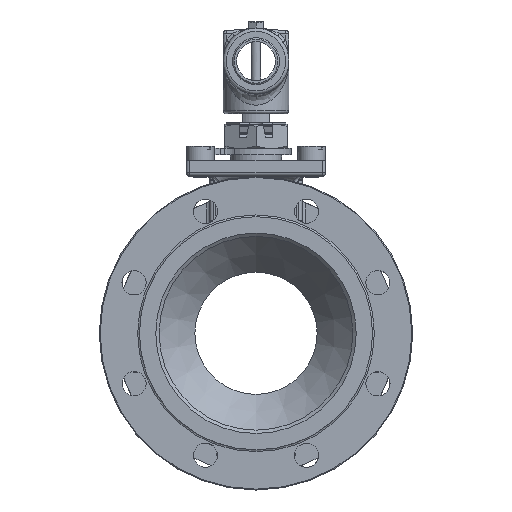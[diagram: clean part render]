
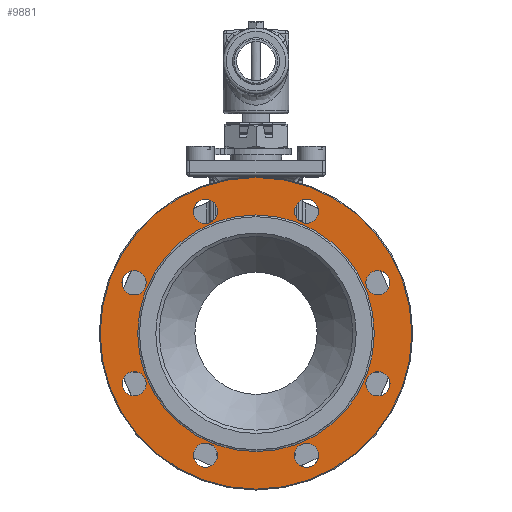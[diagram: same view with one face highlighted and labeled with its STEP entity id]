
A CAD part, left-side view. The second image highlights one B-rep face of the part: STEP entity #9881.
In plain terms, the highlighted planar face has unit normal (-1, 0, 0).
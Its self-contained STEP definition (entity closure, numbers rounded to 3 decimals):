
#1769=PLANE('',#10819);
#2055=FACE_BOUND('',#3320,.T.);
#2056=FACE_BOUND('',#3321,.T.);
#2057=FACE_BOUND('',#3322,.T.);
#2058=FACE_BOUND('',#3323,.T.);
#2059=FACE_BOUND('',#3324,.T.);
#2060=FACE_BOUND('',#3325,.T.);
#2061=FACE_BOUND('',#3326,.T.);
#2062=FACE_BOUND('',#3327,.T.);
#2063=FACE_BOUND('',#3328,.T.);
#2519=FACE_OUTER_BOUND('',#3319,.T.);
#3319=EDGE_LOOP('',(#8041));
#3320=EDGE_LOOP('',(#8042));
#3321=EDGE_LOOP('',(#8043));
#3322=EDGE_LOOP('',(#8044));
#3323=EDGE_LOOP('',(#8045));
#3324=EDGE_LOOP('',(#8046));
#3325=EDGE_LOOP('',(#8047));
#3326=EDGE_LOOP('',(#8048));
#3327=EDGE_LOOP('',(#8049));
#3328=EDGE_LOOP('',(#8050));
#3588=CIRCLE('',#10166,11.);
#3590=CIRCLE('',#10169,11.);
#3592=CIRCLE('',#10172,11.);
#3594=CIRCLE('',#10175,11.);
#3596=CIRCLE('',#10178,11.);
#3598=CIRCLE('',#10181,11.);
#3600=CIRCLE('',#10184,11.);
#3602=CIRCLE('',#10187,11.);
#3843=CIRCLE('',#10820,141.7);
#3844=CIRCLE('',#10821,107.6);
#4095=VERTEX_POINT('',#14184);
#4097=VERTEX_POINT('',#14189);
#4099=VERTEX_POINT('',#14194);
#4101=VERTEX_POINT('',#14199);
#4103=VERTEX_POINT('',#14204);
#4105=VERTEX_POINT('',#14209);
#4107=VERTEX_POINT('',#14214);
#4109=VERTEX_POINT('',#14219);
#4693=VERTEX_POINT('',#17598);
#4694=VERTEX_POINT('',#17600);
#4963=EDGE_CURVE('',#4095,#4095,#3588,.T.);
#4965=EDGE_CURVE('',#4097,#4097,#3590,.T.);
#4967=EDGE_CURVE('',#4099,#4099,#3592,.T.);
#4969=EDGE_CURVE('',#4101,#4101,#3594,.T.);
#4971=EDGE_CURVE('',#4103,#4103,#3596,.T.);
#4973=EDGE_CURVE('',#4105,#4105,#3598,.T.);
#4975=EDGE_CURVE('',#4107,#4107,#3600,.T.);
#4977=EDGE_CURVE('',#4109,#4109,#3602,.T.);
#5841=EDGE_CURVE('',#4693,#4693,#3843,.T.);
#5842=EDGE_CURVE('',#4694,#4694,#3844,.T.);
#8041=ORIENTED_EDGE('',*,*,#5841,.F.);
#8042=ORIENTED_EDGE('',*,*,#4963,.T.);
#8043=ORIENTED_EDGE('',*,*,#4965,.T.);
#8044=ORIENTED_EDGE('',*,*,#4967,.T.);
#8045=ORIENTED_EDGE('',*,*,#4969,.T.);
#8046=ORIENTED_EDGE('',*,*,#4971,.T.);
#8047=ORIENTED_EDGE('',*,*,#4973,.T.);
#8048=ORIENTED_EDGE('',*,*,#4975,.T.);
#8049=ORIENTED_EDGE('',*,*,#4977,.T.);
#8050=ORIENTED_EDGE('',*,*,#5842,.F.);
#9881=ADVANCED_FACE('',(#2519,#2055,#2056,#2057,#2058,#2059,#2060,#2061,
#2062,#2063),#1769,.F.);
#10166=AXIS2_PLACEMENT_3D('',#14185,#11350,#11351);
#10169=AXIS2_PLACEMENT_3D('',#14190,#11356,#11357);
#10172=AXIS2_PLACEMENT_3D('',#14195,#11362,#11363);
#10175=AXIS2_PLACEMENT_3D('',#14200,#11368,#11369);
#10178=AXIS2_PLACEMENT_3D('',#14205,#11374,#11375);
#10181=AXIS2_PLACEMENT_3D('',#14210,#11380,#11381);
#10184=AXIS2_PLACEMENT_3D('',#14215,#11386,#11387);
#10187=AXIS2_PLACEMENT_3D('',#14220,#11392,#11393);
#10819=AXIS2_PLACEMENT_3D('',#17597,#13168,#13169);
#10820=AXIS2_PLACEMENT_3D('',#17599,#13170,#13171);
#10821=AXIS2_PLACEMENT_3D('',#17601,#13172,#13173);
#11350=DIRECTION('center_axis',(1.,0.,0.));
#11351=DIRECTION('ref_axis',(0.,0.707,0.707));
#11356=DIRECTION('center_axis',(1.,0.,0.));
#11357=DIRECTION('ref_axis',(0.,1.,0.));
#11362=DIRECTION('center_axis',(1.,0.,0.));
#11363=DIRECTION('ref_axis',(0.,0.707,-0.707));
#11368=DIRECTION('center_axis',(1.,0.,0.));
#11369=DIRECTION('ref_axis',(0.,0.,-1.));
#11374=DIRECTION('center_axis',(1.,0.,0.));
#11375=DIRECTION('ref_axis',(0.,-0.707,-0.707));
#11380=DIRECTION('center_axis',(1.,0.,0.));
#11381=DIRECTION('ref_axis',(0.,-1.,0.));
#11386=DIRECTION('center_axis',(1.,0.,0.));
#11387=DIRECTION('ref_axis',(0.,-0.707,0.707));
#11392=DIRECTION('center_axis',(1.,0.,0.));
#11393=DIRECTION('ref_axis',(0.,0.,1.));
#13168=DIRECTION('center_axis',(1.,0.,0.));
#13169=DIRECTION('ref_axis',(0.,0.,-1.));
#13170=DIRECTION('center_axis',(1.,0.,0.));
#13171=DIRECTION('ref_axis',(0.,0.,-1.));
#13172=DIRECTION('center_axis',(-1.,0.,0.));
#13173=DIRECTION('ref_axis',(0.,0.,-1.));
#14184=CARTESIAN_POINT('',(-118.975,53.7,118.644));
#14185=CARTESIAN_POINT('Origin',(-118.975,45.922,110.866));
#14189=CARTESIAN_POINT('',(-118.975,121.866,45.922));
#14190=CARTESIAN_POINT('Origin',(-118.975,110.866,45.922));
#14194=CARTESIAN_POINT('',(-118.975,118.644,-53.7));
#14195=CARTESIAN_POINT('Origin',(-118.975,110.866,-45.922));
#14199=CARTESIAN_POINT('',(-118.975,45.922,-121.866));
#14200=CARTESIAN_POINT('Origin',(-118.975,45.922,-110.866));
#14204=CARTESIAN_POINT('',(-118.975,-53.7,-118.644));
#14205=CARTESIAN_POINT('Origin',(-118.975,-45.922,-110.866));
#14209=CARTESIAN_POINT('',(-118.975,-121.866,-45.922));
#14210=CARTESIAN_POINT('Origin',(-118.975,-110.866,-45.922));
#14214=CARTESIAN_POINT('',(-118.975,-118.644,53.7));
#14215=CARTESIAN_POINT('Origin',(-118.975,-110.866,45.922));
#14219=CARTESIAN_POINT('',(-118.975,-45.922,121.866));
#14220=CARTESIAN_POINT('Origin',(-118.975,-45.922,110.866));
#17597=CARTESIAN_POINT('Origin',(-118.975,0.,129.5));
#17598=CARTESIAN_POINT('',(-118.975,0.,141.7));
#17599=CARTESIAN_POINT('Origin',(-118.975,0.,0.));
#17600=CARTESIAN_POINT('',(-118.975,0.,107.6));
#17601=CARTESIAN_POINT('Origin',(-118.975,0.,0.));
